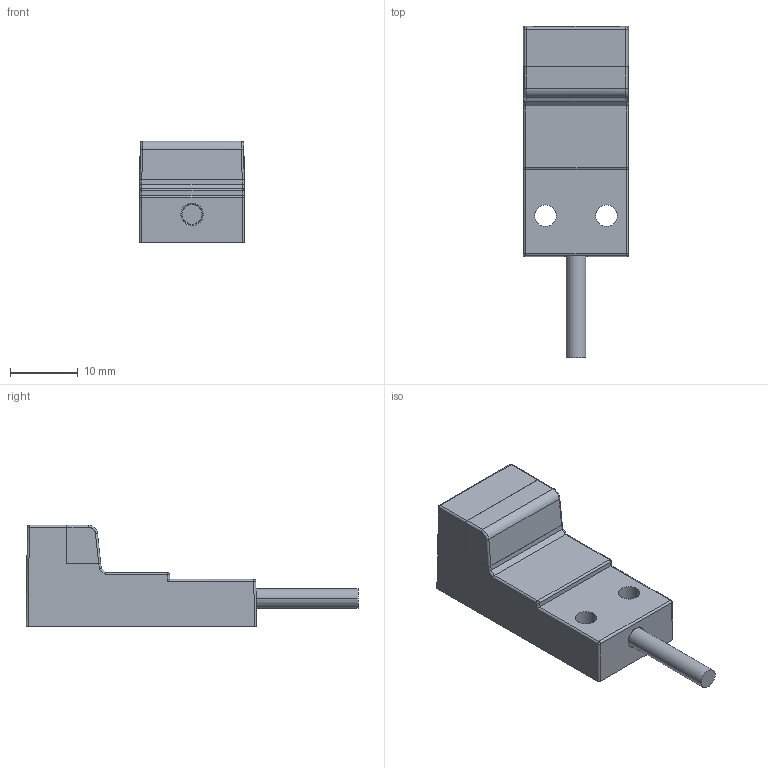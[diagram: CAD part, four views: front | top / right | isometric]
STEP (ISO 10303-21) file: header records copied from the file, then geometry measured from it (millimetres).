
FILE_DESCRIPTION((''),'2;1');
FILE_NAME('TEN16','2022-03-25T',('EDY'),(''),'CREO PARAMETRIC BY PTC INC, 2018070','CREO PARAMETRIC BY PTC INC, 2018070','');
FILE_SCHEMA(('CONFIG_CONTROL_DESIGN'));
Length unit declared in the file: millimetre
Products named in the file (1): TEN16
Bounding box: 15.62 x 49.01 x 15 mm (x, y, z)
Volume: 4806.5 mm3; surface area: 3016.4 mm2
Topology: 1 solids, 1 shells, 112 faces, 276 edges, 169 vertices
Faces by surface type: plane 54, cylinder 44, sphere 6, bspline 4, cone 4
Entity records: 3627 total; most frequent: CARTESIAN_POINT 919, ORIENTED_EDGE 540, DIRECTION 529, EDGE_CURVE 270, VECTOR 177, LINE 177, AXIS2_PLACEMENT_3D 176, VERTEX_POINT 169
